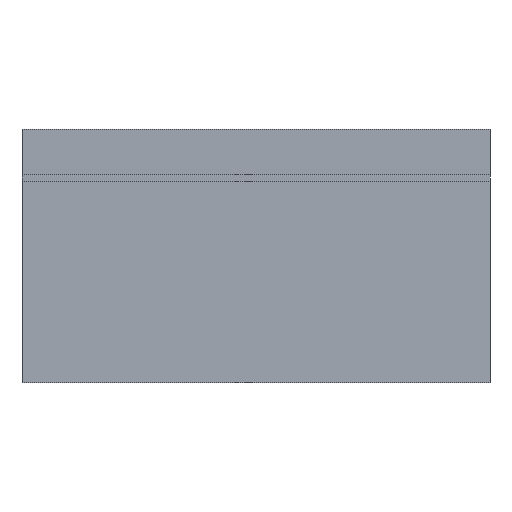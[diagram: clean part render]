
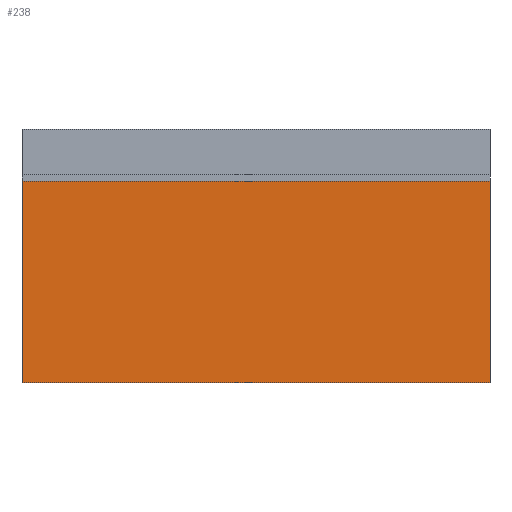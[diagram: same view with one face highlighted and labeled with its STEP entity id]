
A CAD part, front view. The second image highlights one B-rep face of the part: STEP entity #238.
In plain terms, the highlighted planar face has unit normal (0, -1, 0).
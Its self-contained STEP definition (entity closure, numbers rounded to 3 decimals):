
#33 = VERTEX_POINT('',#34);
#34 = CARTESIAN_POINT('',(-9.,-14.,-2.));
#73 = VERTEX_POINT('',#74);
#74 = CARTESIAN_POINT('',(9.,-14.,-2.));
#82 = EDGE_CURVE('',#33,#73,#83,.T.);
#83 = LINE('',#84,#85);
#84 = CARTESIAN_POINT('',(-9.,-14.,-2.));
#85 = VECTOR('',#86,1.);
#86 = DIRECTION('',(1.,0.,0.));
#165 = EDGE_CURVE('',#166,#33,#168,.T.);
#166 = VERTEX_POINT('',#167);
#167 = CARTESIAN_POINT('',(-9.,-14.,-9.75));
#168 = LINE('',#169,#170);
#169 = CARTESIAN_POINT('',(-9.,-14.,-9.75));
#170 = VECTOR('',#171,1.);
#171 = DIRECTION('',(0.,0.,1.));
#238 = ADVANCED_FACE('',(#239),#257,.F.);
#239 = FACE_BOUND('',#240,.F.);
#240 = EDGE_LOOP('',(#241,#249,#255,#256));
#241 = ORIENTED_EDGE('',*,*,#242,.F.);
#242 = EDGE_CURVE('',#243,#73,#245,.T.);
#243 = VERTEX_POINT('',#244);
#244 = CARTESIAN_POINT('',(9.,-14.,-9.75));
#245 = LINE('',#246,#247);
#246 = CARTESIAN_POINT('',(9.,-14.,-9.75));
#247 = VECTOR('',#248,1.);
#248 = DIRECTION('',(0.,0.,1.));
#249 = ORIENTED_EDGE('',*,*,#250,.F.);
#250 = EDGE_CURVE('',#166,#243,#251,.T.);
#251 = LINE('',#252,#253);
#252 = CARTESIAN_POINT('',(-9.,-14.,-9.75));
#253 = VECTOR('',#254,1.);
#254 = DIRECTION('',(1.,0.,0.));
#255 = ORIENTED_EDGE('',*,*,#165,.T.);
#256 = ORIENTED_EDGE('',*,*,#82,.T.);
#257 = PLANE('',#258);
#258 = AXIS2_PLACEMENT_3D('',#259,#260,#261);
#259 = CARTESIAN_POINT('',(-9.,-14.,-9.75));
#260 = DIRECTION('',(0.,1.,0.));
#261 = DIRECTION('',(0.,0.,1.));
